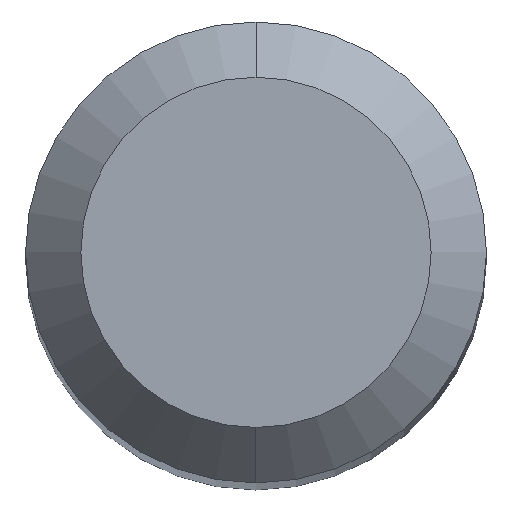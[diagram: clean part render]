
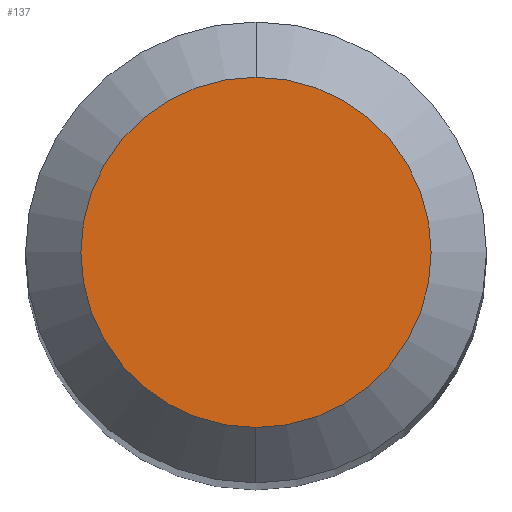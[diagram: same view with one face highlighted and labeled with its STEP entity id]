
A CAD part, top view. The second image highlights one B-rep face of the part: STEP entity #137.
In plain terms, the highlighted planar face has unit normal (0, 0, 1).
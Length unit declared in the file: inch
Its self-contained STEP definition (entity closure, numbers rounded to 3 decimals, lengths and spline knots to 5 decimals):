
#3 = CIRCLE ( 'NONE', #141, 0.0475 ) ;
#53 = ORIENTED_EDGE ( 'NONE', *, *, #301, .T. ) ;
#64 = ORIENTED_EDGE ( 'NONE', *, *, #142, .T. ) ;
#93 = CARTESIAN_POINT ( 'NONE',  ( 0., 0., 0. ) ) ;
#97 = AXIS2_PLACEMENT_3D ( 'NONE', #276, #325, #452 ) ;
#137 = ADVANCED_FACE ( 'NONE', ( #317 ), #147, .F. ) ;
#141 = AXIS2_PLACEMENT_3D ( 'NONE', #93, #146, #427 ) ;
#142 = EDGE_CURVE ( 'NONE', #357, #250, #153, .T. ) ;
#146 = DIRECTION ( 'NONE',  ( 0., 0., 1. ) ) ;
#147 = PLANE ( 'NONE',  #286 ) ;
#153 = CIRCLE ( 'NONE', #97, 0.0475 ) ;
#160 = CARTESIAN_POINT ( 'NONE',  ( 0., -0.0475, 0. ) ) ;
#181 = EDGE_LOOP ( 'NONE', ( #53, #64 ) ) ;
#250 = VERTEX_POINT ( 'NONE', #369 ) ;
#276 = CARTESIAN_POINT ( 'NONE',  ( 0., 0., 0. ) ) ;
#286 = AXIS2_PLACEMENT_3D ( 'NONE', #484, #312, #550 ) ;
#301 = EDGE_CURVE ( 'NONE', #250, #357, #3, .T. ) ;
#312 = DIRECTION ( 'NONE',  ( 0., 0., -1. ) ) ;
#317 = FACE_OUTER_BOUND ( 'NONE', #181, .T. ) ;
#325 = DIRECTION ( 'NONE',  ( 0., 0., 1. ) ) ;
#357 = VERTEX_POINT ( 'NONE', #160 ) ;
#369 = CARTESIAN_POINT ( 'NONE',  ( 0., 0.0475, 0. ) ) ;
#427 = DIRECTION ( 'NONE',  ( 0., -1., 0. ) ) ;
#452 = DIRECTION ( 'NONE',  ( 0., -1., 0. ) ) ;
#484 = CARTESIAN_POINT ( 'NONE',  ( 0., 0.0475, 0. ) ) ;
#550 = DIRECTION ( 'NONE',  ( 0., 1., 0. ) ) ;
